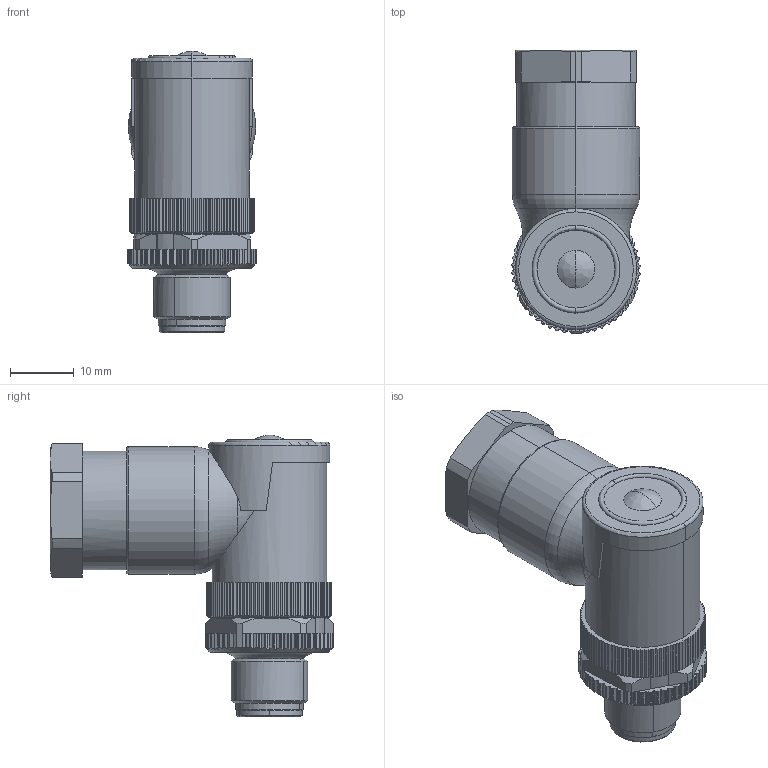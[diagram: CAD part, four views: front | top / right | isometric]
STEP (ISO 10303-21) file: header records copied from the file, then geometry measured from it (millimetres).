
FILE_DESCRIPTION(('CATIA V5 STEP Exchange','CAx-IF Rec.Pracs.--- Model Styling and Organization---1.4--- 2014-01-23'),'2;1');
FILE_NAME ('013904-2_0', '2022-04-20T07:30:22+00:00', ('none'), ('Weidmueller'), 'CATIA Version 5-6 Release 2016 SP3 HF44', 'CATIA V5 STEP AP214', 'none');
FILE_SCHEMA(('AUTOMOTIVE_DESIGN { 1 0 10303 214 1 1 1 1 }'));
Length unit declared in the file: millimetre
Products named in the file (1): 1467860000
Bounding box: 20.17 x 44.5 x 44.2 mm (x, y, z)
Volume: 17198.7 mm3; surface area: 7311.7 mm2
Topology: 6 solids, 6 shells, 891 faces, 2452 edges, 1581 vertices
Faces by surface type: plane 390, cylinder 385, torus 66, cone 26, sphere 22, bspline 2
Entity records: 29910 total; most frequent: CARTESIAN_POINT 9018, ORIENTED_EDGE 4872, DIRECTION 3395, EDGE_CURVE 2436, VERTEX_POINT 1581, AXIS2_PLACEMENT_3D 1408, VECTOR 1117, LINE 1117
